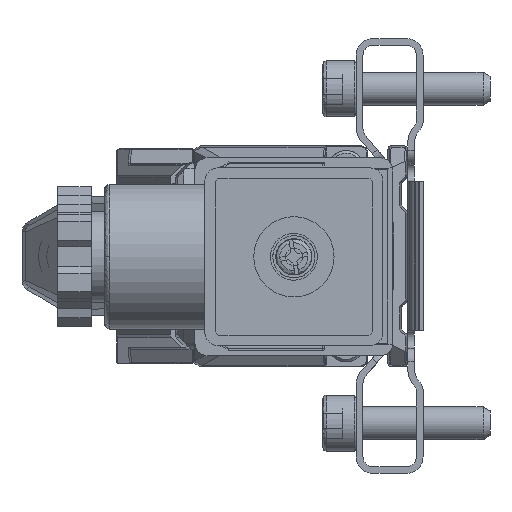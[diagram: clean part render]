
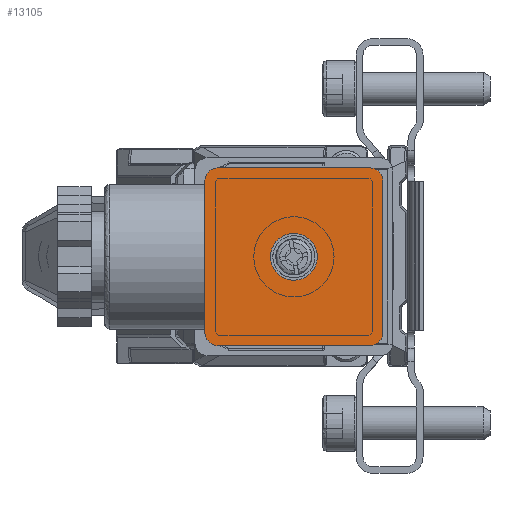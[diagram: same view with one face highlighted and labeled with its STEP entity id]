
A CAD part, left-side view. The second image highlights one B-rep face of the part: STEP entity #13105.
In plain terms, the highlighted planar face has unit normal (-1, 0, 0).
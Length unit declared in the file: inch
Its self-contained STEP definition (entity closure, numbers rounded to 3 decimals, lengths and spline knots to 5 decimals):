
#727 = CARTESIAN_POINT ( 'NONE',  ( -7.72441, 0.14622, -1.17628 ) ) ;
#2141 = LINE ( 'NONE', #45259, #9041 ) ;
#3105 = DIRECTION ( 'NONE',  ( 1., 0., 0. ) ) ;
#3574 = EDGE_CURVE ( 'NONE', #44851, #29969, #2141, .T. ) ;
#3899 = VERTEX_POINT ( 'NONE', #17640 ) ;
#4756 = DIRECTION ( 'NONE',  ( 1., 0., 0. ) ) ;
#4873 = EDGE_CURVE ( 'NONE', #15941, #5168, #16816, .T. ) ;
#5168 = VERTEX_POINT ( 'NONE', #13401 ) ;
#5418 = CARTESIAN_POINT ( 'NONE',  ( -7.72441, 1.11473, -1.17628 ) ) ;
#5589 = ORIENTED_EDGE ( 'NONE', *, *, #43363, .F. ) ;
#6026 = EDGE_CURVE ( 'NONE', #3899, #3899, #38188, .T. ) ;
#6116 = CARTESIAN_POINT ( 'NONE',  ( -7.72441, 1.19347, -1.17628 ) ) ;
#7495 = LINE ( 'NONE', #727, #17562 ) ;
#7620 = DIRECTION ( 'NONE',  ( 0., -1., 0. ) ) ;
#7848 = DIRECTION ( 'NONE',  ( 1., 0., 0. ) ) ;
#8158 = ORIENTED_EDGE ( 'NONE', *, *, #15315, .F. ) ;
#8932 = CARTESIAN_POINT ( 'NONE',  ( -7.72441, 1.19347, -1.17628 ) ) ;
#9041 = VECTOR ( 'NONE', #20071, 39.37008 ) ;
#9280 = CARTESIAN_POINT ( 'NONE',  ( -7.72441, 1.11473, -0.20777 ) ) ;
#9368 = CIRCLE ( 'NONE', #39155, 0.07874 ) ;
#9516 = DIRECTION ( 'NONE',  ( -1., 0., 0. ) ) ;
#9631 = CARTESIAN_POINT ( 'NONE',  ( -7.72441, 0.22496, -0.20777 ) ) ;
#10331 = AXIS2_PLACEMENT_3D ( 'NONE', #9631, #3105, #41804 ) ;
#11158 = VERTEX_POINT ( 'NONE', #12117 ) ;
#11223 = VERTEX_POINT ( 'NONE', #31453 ) ;
#11342 = CARTESIAN_POINT ( 'NONE',  ( -7.72441, 0.22496, -1.09754 ) ) ;
#11947 = EDGE_CURVE ( 'NONE', #11158, #23939, #20085, .T. ) ;
#12117 = CARTESIAN_POINT ( 'NONE',  ( -7.72441, 1.11473, -0.12903 ) ) ;
#12403 = FACE_BOUND ( 'NONE', #34832, .T. ) ;
#13105 = ADVANCED_FACE ( 'NONE', ( #19179, #12403 ), #33399, .F. ) ;
#13401 = CARTESIAN_POINT ( 'NONE',  ( -7.72441, 1.19347, -0.20777 ) ) ;
#14324 = CARTESIAN_POINT ( 'NONE',  ( -7.72441, 1.19347, -1.09754 ) ) ;
#15315 = EDGE_CURVE ( 'NONE', #29969, #15941, #9368, .T. ) ;
#15383 = AXIS2_PLACEMENT_3D ( 'NONE', #9280, #45412, #44958 ) ;
#15941 = VERTEX_POINT ( 'NONE', #14324 ) ;
#16586 = VECTOR ( 'NONE', #30352, 39.37008 ) ;
#16816 = LINE ( 'NONE', #6116, #16586 ) ;
#17562 = VECTOR ( 'NONE', #28683, 39.37008 ) ;
#17640 = CARTESIAN_POINT ( 'NONE',  ( -7.72441, 0.66984, -0.79045 ) ) ;
#19179 = FACE_OUTER_BOUND ( 'NONE', #45352, .T. ) ;
#19705 = EDGE_CURVE ( 'NONE', #24908, #44851, #45394, .T. ) ;
#20071 = DIRECTION ( 'NONE',  ( 0., 1., 0. ) ) ;
#20085 = LINE ( 'NONE', #30605, #45053 ) ;
#20486 = CARTESIAN_POINT ( 'NONE',  ( -7.72441, 0.22496, -1.17628 ) ) ;
#23255 = CARTESIAN_POINT ( 'NONE',  ( -7.72441, 0.14622, -1.09754 ) ) ;
#23348 = ORIENTED_EDGE ( 'NONE', *, *, #4873, .F. ) ;
#23626 = CARTESIAN_POINT ( 'NONE',  ( -7.72441, 0.22496, -0.12903 ) ) ;
#23939 = VERTEX_POINT ( 'NONE', #23626 ) ;
#24286 = CIRCLE ( 'NONE', #15383, 0.07874 ) ;
#24908 = VERTEX_POINT ( 'NONE', #23255 ) ;
#26502 = AXIS2_PLACEMENT_3D ( 'NONE', #8932, #4756, #33171 ) ;
#28402 = ORIENTED_EDGE ( 'NONE', *, *, #19705, .F. ) ;
#28482 = AXIS2_PLACEMENT_3D ( 'NONE', #38189, #9516, #41236 ) ;
#28683 = DIRECTION ( 'NONE',  ( 0., 0., -1. ) ) ;
#29969 = VERTEX_POINT ( 'NONE', #5418 ) ;
#30352 = DIRECTION ( 'NONE',  ( 0., 0., 1. ) ) ;
#30605 = CARTESIAN_POINT ( 'NONE',  ( -7.72441, 1.19347, -0.12903 ) ) ;
#30959 = CARTESIAN_POINT ( 'NONE',  ( -7.72441, 1.11473, -1.09754 ) ) ;
#31185 = DIRECTION ( 'NONE',  ( 1., 0., 0. ) ) ;
#31453 = CARTESIAN_POINT ( 'NONE',  ( -7.72441, 0.14622, -0.20777 ) ) ;
#33171 = DIRECTION ( 'NONE',  ( 0., 0., 1. ) ) ;
#33399 = PLANE ( 'NONE',  #26502 ) ;
#33991 = DIRECTION ( 'NONE',  ( 0., -1., 0. ) ) ;
#34832 = EDGE_LOOP ( 'NONE', ( #41208 ) ) ;
#37467 = ORIENTED_EDGE ( 'NONE', *, *, #11947, .F. ) ;
#38178 = EDGE_CURVE ( 'NONE', #23939, #11223, #43089, .T. ) ;
#38188 = CIRCLE ( 'NONE', #28482, 0.1378 ) ;
#38189 = CARTESIAN_POINT ( 'NONE',  ( -7.72441, 0.66984, -0.65265 ) ) ;
#38713 = ORIENTED_EDGE ( 'NONE', *, *, #3574, .F. ) ;
#39155 = AXIS2_PLACEMENT_3D ( 'NONE', #30959, #31185, #33991 ) ;
#40020 = ORIENTED_EDGE ( 'NONE', *, *, #44135, .F. ) ;
#41208 = ORIENTED_EDGE ( 'NONE', *, *, #6026, .F. ) ;
#41236 = DIRECTION ( 'NONE',  ( 0., 0., -1. ) ) ;
#41423 = ORIENTED_EDGE ( 'NONE', *, *, #38178, .F. ) ;
#41804 = DIRECTION ( 'NONE',  ( 0., -1., 0. ) ) ;
#42409 = AXIS2_PLACEMENT_3D ( 'NONE', #11342, #7848, #7620 ) ;
#43089 = CIRCLE ( 'NONE', #10331, 0.07874 ) ;
#43363 = EDGE_CURVE ( 'NONE', #11223, #24908, #7495, .T. ) ;
#44135 = EDGE_CURVE ( 'NONE', #5168, #11158, #24286, .T. ) ;
#44851 = VERTEX_POINT ( 'NONE', #20486 ) ;
#44958 = DIRECTION ( 'NONE',  ( 0., -1., 0. ) ) ;
#45047 = DIRECTION ( 'NONE',  ( 0., -1., 0. ) ) ;
#45053 = VECTOR ( 'NONE', #45047, 39.37008 ) ;
#45259 = CARTESIAN_POINT ( 'NONE',  ( -7.72441, 1.19347, -1.17628 ) ) ;
#45352 = EDGE_LOOP ( 'NONE', ( #38713, #28402, #5589, #41423, #37467, #40020, #23348, #8158 ) ) ;
#45394 = CIRCLE ( 'NONE', #42409, 0.07874 ) ;
#45412 = DIRECTION ( 'NONE',  ( 1., 0., 0. ) ) ;
